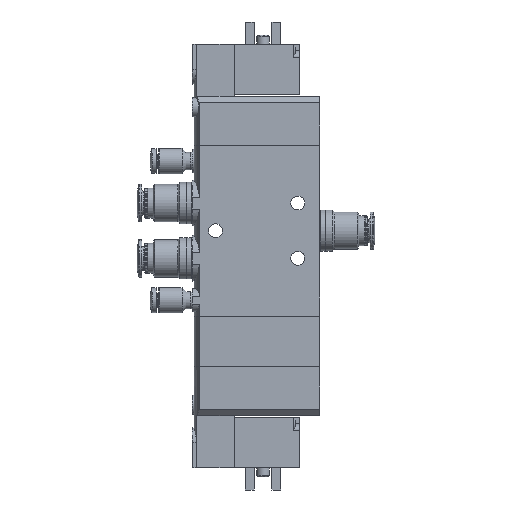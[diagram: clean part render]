
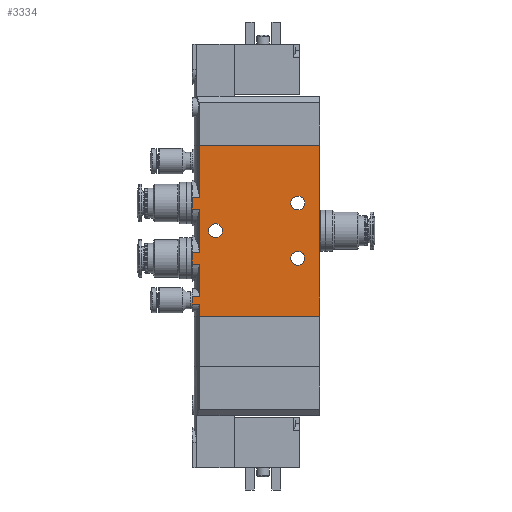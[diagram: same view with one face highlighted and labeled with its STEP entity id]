
A CAD part, left-side view. The second image highlights one B-rep face of the part: STEP entity #3334.
In plain terms, the highlighted face is planar.
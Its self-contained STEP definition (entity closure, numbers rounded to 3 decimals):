
#118=PLANE('',#4208);
#292=CIRCLE('',#4196,2.2);
#294=CIRCLE('',#4199,2.2);
#299=CIRCLE('',#4209,2.2);
#534=ORIENTED_EDGE('',*,*,#1373,.T.);
#535=ORIENTED_EDGE('',*,*,#1410,.T.);
#536=ORIENTED_EDGE('',*,*,#1403,.F.);
#537=ORIENTED_EDGE('',*,*,#1362,.T.);
#538=ORIENTED_EDGE('',*,*,#1375,.T.);
#539=ORIENTED_EDGE('',*,*,#1364,.T.);
#540=ORIENTED_EDGE('',*,*,#1405,.F.);
#541=ORIENTED_EDGE('',*,*,#1354,.T.);
#542=ORIENTED_EDGE('',*,*,#1378,.T.);
#543=ORIENTED_EDGE('',*,*,#1356,.T.);
#544=ORIENTED_EDGE('',*,*,#1397,.F.);
#545=ORIENTED_EDGE('',*,*,#1387,.T.);
#546=ORIENTED_EDGE('',*,*,#1391,.T.);
#547=ORIENTED_EDGE('',*,*,#1389,.T.);
#548=ORIENTED_EDGE('',*,*,#1400,.F.);
#549=ORIENTED_EDGE('',*,*,#1411,.F.);
#550=ORIENTED_EDGE('',*,*,#1395,.F.);
#551=ORIENTED_EDGE('',*,*,#1393,.F.);
#552=ORIENTED_EDGE('',*,*,#1412,.F.);
#1354=EDGE_CURVE('',#1807,#1806,#2133,.F.);
#1356=EDGE_CURVE('',#1808,#1809,#2134,.T.);
#1362=EDGE_CURVE('',#1815,#1814,#2137,.F.);
#1364=EDGE_CURVE('',#1816,#1817,#2138,.T.);
#1373=EDGE_CURVE('',#1826,#1825,#2142,.T.);
#1375=EDGE_CURVE('',#1814,#1816,#2144,.T.);
#1378=EDGE_CURVE('',#1806,#1808,#2146,.T.);
#1387=EDGE_CURVE('',#1834,#1835,#2151,.F.);
#1389=EDGE_CURVE('',#1837,#1836,#2152,.T.);
#1391=EDGE_CURVE('',#1835,#1837,#2153,.T.);
#1393=EDGE_CURVE('',#1839,#1839,#292,.F.);
#1395=EDGE_CURVE('',#1841,#1841,#294,.F.);
#1397=EDGE_CURVE('',#1834,#1809,#2154,.T.);
#1400=EDGE_CURVE('',#1844,#1836,#2156,.T.);
#1403=EDGE_CURVE('',#1815,#1846,#2159,.T.);
#1405=EDGE_CURVE('',#1807,#1817,#2160,.T.);
#1410=EDGE_CURVE('',#1825,#1846,#2164,.T.);
#1411=EDGE_CURVE('',#1826,#1844,#2165,.T.);
#1412=EDGE_CURVE('',#1848,#1848,#299,.F.);
#1806=VERTEX_POINT('',#5624);
#1807=VERTEX_POINT('',#5626);
#1808=VERTEX_POINT('',#5638);
#1809=VERTEX_POINT('',#5639);
#1814=VERTEX_POINT('',#5658);
#1815=VERTEX_POINT('',#5660);
#1816=VERTEX_POINT('',#5672);
#1817=VERTEX_POINT('',#5673);
#1825=VERTEX_POINT('',#5698);
#1826=VERTEX_POINT('',#5700);
#1834=VERTEX_POINT('',#5737);
#1835=VERTEX_POINT('',#5738);
#1836=VERTEX_POINT('',#5750);
#1837=VERTEX_POINT('',#5752);
#1839=VERTEX_POINT('',#5760);
#1841=VERTEX_POINT('',#5765);
#1844=VERTEX_POINT('',#5773);
#1846=VERTEX_POINT('',#5780);
#1848=VERTEX_POINT('',#5794);
#2133=LINE('',#5625,#2348);
#2134=LINE('',#5637,#2349);
#2137=LINE('',#5659,#2352);
#2138=LINE('',#5671,#2353);
#2142=LINE('',#5699,#2357);
#2144=LINE('',#5703,#2359);
#2146=LINE('',#5708,#2361);
#2151=LINE('',#5736,#2366);
#2152=LINE('',#5751,#2367);
#2153=LINE('',#5755,#2368);
#2154=LINE('',#5769,#2369);
#2156=LINE('',#5774,#2371);
#2159=LINE('',#5779,#2374);
#2160=LINE('',#5783,#2375);
#2164=LINE('',#5791,#2379);
#2165=LINE('',#5792,#2380);
#2348=VECTOR('',#4588,1000.);
#2349=VECTOR('',#4591,1000.);
#2352=VECTOR('',#4600,1000.);
#2353=VECTOR('',#4603,1000.);
#2357=VECTOR('',#4617,1000.);
#2359=VECTOR('',#4621,1000.);
#2361=VECTOR('',#4627,1000.);
#2366=VECTOR('',#4644,1000.);
#2367=VECTOR('',#4645,1000.);
#2368=VECTOR('',#4650,1000.);
#2369=VECTOR('',#4667,1000.);
#2371=VECTOR('',#4671,1000.);
#2374=VECTOR('',#4676,1000.);
#2375=VECTOR('',#4681,1000.);
#2379=VECTOR('',#4691,1000.);
#2380=VECTOR('',#4692,1000.);
#2591=EDGE_LOOP('',(#534,#535,#536,#537,#538,#539,#540,#541,#542,#543,#544,
#545,#546,#547,#548,#549));
#2592=EDGE_LOOP('',(#550));
#2593=EDGE_LOOP('',(#551));
#2594=EDGE_LOOP('',(#552));
#2927=FACE_BOUND('',#2591,.T.);
#2928=FACE_BOUND('',#2592,.T.);
#2929=FACE_BOUND('',#2593,.T.);
#2930=FACE_BOUND('',#2594,.T.);
#3334=ADVANCED_FACE('',(#2927,#2928,#2929,#2930),#118,.F.);
#4196=AXIS2_PLACEMENT_3D('',#5759,#4655,#4656);
#4199=AXIS2_PLACEMENT_3D('',#5764,#4661,#4662);
#4208=AXIS2_PLACEMENT_3D('',#5790,#4689,#4690);
#4209=AXIS2_PLACEMENT_3D('',#5793,#4693,#4694);
#4588=DIRECTION('',(0.,-1.,0.));
#4591=DIRECTION('',(0.,-1.,0.));
#4600=DIRECTION('',(0.,-1.,0.));
#4603=DIRECTION('',(0.,-1.,0.));
#4617=DIRECTION('',(-1.,0.,0.));
#4621=DIRECTION('',(1.,0.,0.));
#4627=DIRECTION('',(1.,0.,0.));
#4644=DIRECTION('',(0.,-1.,0.));
#4645=DIRECTION('',(0.,-1.,0.));
#4650=DIRECTION('',(1.,0.,0.));
#4655=DIRECTION('',(0.,0.,1.));
#4656=DIRECTION('',(1.,0.,0.));
#4661=DIRECTION('',(0.,0.,1.));
#4662=DIRECTION('',(1.,0.,0.));
#4667=DIRECTION('',(-1.,0.,0.));
#4671=DIRECTION('',(-1.,0.,0.));
#4676=DIRECTION('',(-1.,0.,0.));
#4681=DIRECTION('',(-1.,0.,0.));
#4689=DIRECTION('',(0.,0.,1.));
#4690=DIRECTION('',(1.,0.,0.));
#4691=DIRECTION('',(0.,1.,0.));
#4692=DIRECTION('',(0.,1.,0.));
#4693=DIRECTION('',(0.,0.,1.));
#4694=DIRECTION('',(1.,0.,0.));
#5624=CARTESIAN_POINT('',(33.863,40.4,-7.));
#5625=CARTESIAN_POINT('',(33.863,0.,-7.));
#5626=CARTESIAN_POINT('',(33.863,38.066,-7.));
#5637=CARTESIAN_POINT('',(37.637,0.,-7.));
#5638=CARTESIAN_POINT('',(37.637,40.4,-7.));
#5639=CARTESIAN_POINT('',(37.637,38.066,-7.));
#5658=CARTESIAN_POINT('',(16.363,40.4,-7.));
#5659=CARTESIAN_POINT('',(16.363,0.,-7.));
#5660=CARTESIAN_POINT('',(16.363,38.066,-7.));
#5671=CARTESIAN_POINT('',(20.137,0.,-7.));
#5672=CARTESIAN_POINT('',(20.137,40.4,-7.));
#5673=CARTESIAN_POINT('',(20.137,38.066,-7.));
#5698=CARTESIAN_POINT('',(0.,0.,-7.));
#5699=CARTESIAN_POINT('',(54.,0.,-7.));
#5700=CARTESIAN_POINT('',(54.,0.,-7.));
#5703=CARTESIAN_POINT('',(18.25,40.4,-7.));
#5708=CARTESIAN_POINT('',(35.75,40.4,-7.));
#5736=CARTESIAN_POINT('',(47.8,0.,-7.));
#5737=CARTESIAN_POINT('',(47.8,38.066,-7.));
#5738=CARTESIAN_POINT('',(47.8,40.4,-7.));
#5750=CARTESIAN_POINT('',(50.2,38.066,-7.));
#5751=CARTESIAN_POINT('',(50.2,0.,-7.));
#5752=CARTESIAN_POINT('',(50.2,40.4,-7.));
#5755=CARTESIAN_POINT('',(49.,40.4,-7.));
#5759=CARTESIAN_POINT('',(18.25,7.,-7.));
#5760=CARTESIAN_POINT('',(20.45,7.,-7.));
#5764=CARTESIAN_POINT('',(35.75,7.,-7.));
#5765=CARTESIAN_POINT('',(37.95,7.,-7.));
#5769=CARTESIAN_POINT('',(54.,38.066,-7.));
#5773=CARTESIAN_POINT('',(54.,38.066,-7.));
#5774=CARTESIAN_POINT('',(54.,38.066,-7.));
#5779=CARTESIAN_POINT('',(54.,38.066,-7.));
#5780=CARTESIAN_POINT('',(0.,38.066,-7.));
#5783=CARTESIAN_POINT('',(54.,38.066,-7.));
#5790=CARTESIAN_POINT('',(54.,0.,-7.));
#5791=CARTESIAN_POINT('',(0.,0.,-7.));
#5792=CARTESIAN_POINT('',(54.,0.,-7.));
#5793=CARTESIAN_POINT('',(27.,33.,-7.));
#5794=CARTESIAN_POINT('',(29.2,33.,-7.));
